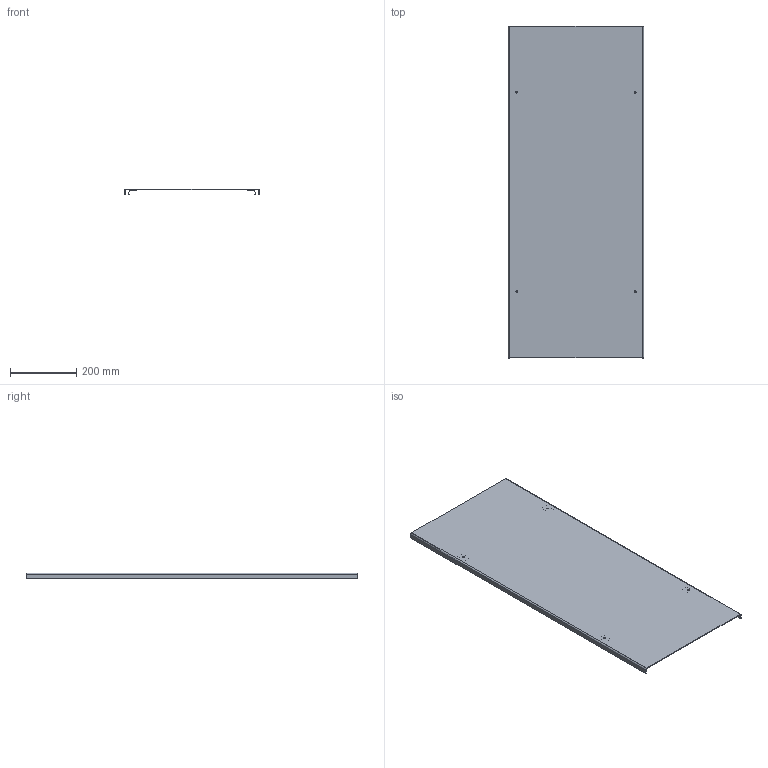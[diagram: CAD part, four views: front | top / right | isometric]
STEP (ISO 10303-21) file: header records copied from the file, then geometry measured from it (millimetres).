
FILE_DESCRIPTION(/* description */ (''),/* implementation_level */ '2;1');
FILE_NAME(/* name */ '6052757',/* time_stamp */ '2015-11-25T09:01:28+01:00',/* author */ (''),/* organization */ (''),/* preprocessor_version */ 'ST-DEVELOPER v15',/* originating_system */ '',/* authorisation */ '');
FILE_SCHEMA (('CONFIG_CONTROL_DESIGN'));
Length unit declared in the file: millimetre
Products named in the file (2): Document; Block 02
Assembly tree (1 placements, depth 2):
  Document
    Block 02
Bounding box: 407 x 1000 x 17.5 mm (x, y, z)
Volume: 1087112.4 mm3; surface area: 884753.5 mm2
Topology: 5 solids, 5 shells, 94 faces, 252 edges, 168 vertices
Faces by surface type: plane 58, bspline 36
Entity records: 3304 total; most frequent: CARTESIAN_POINT 1562, ORIENTED_EDGE 504, EDGE_CURVE 252, VERTEX_POINT 168, B_SPLINE_CURVE_WITH_KNOTS 138, EDGE_LOOP 110, ADVANCED_FACE 94, FACE_OUTER_BOUND 94
